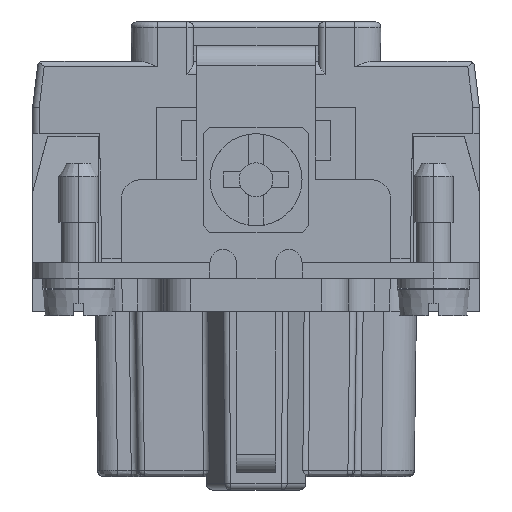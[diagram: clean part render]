
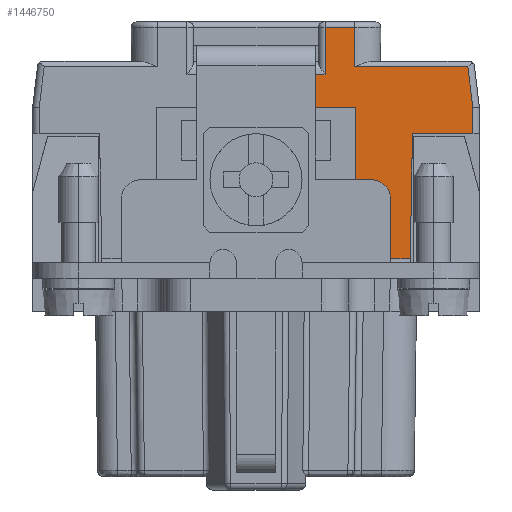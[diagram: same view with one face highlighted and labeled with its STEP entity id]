
A CAD part, left-side view. The second image highlights one B-rep face of the part: STEP entity #1446750.
In plain terms, the highlighted planar face has unit normal (-1, 0, 0).
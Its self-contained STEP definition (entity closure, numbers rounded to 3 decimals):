
#20010=CARTESIAN_POINT('',(37.046,32.084,5.9));
#20020=VERTEX_POINT('',#20010);
#20070=CARTESIAN_POINT('',(37.046,32.084,0.));
#20080=DIRECTION('',(0.,0.,1.));
#20090=VECTOR('',#20080,1.);
#20100=LINE('',#20070,#20090);
#20110=CARTESIAN_POINT('',(37.046,32.084,7.9));
#20120=VERTEX_POINT('',#20110);
#20130=EDGE_CURVE('',#20020,#20120,#20100,.T.);
#383780=CARTESIAN_POINT('',(37.046,41.084,14.));
#383790=VERTEX_POINT('',#383780);
#384230=CARTESIAN_POINT('',(37.046,98.221,14.));
#384240=DIRECTION('',(0.,-1.,0.));
#384250=VECTOR('',#384240,1.);
#384260=LINE('',#384230,#384250);
#384270=CARTESIAN_POINT('',(37.046,43.334,14.));
#384280=VERTEX_POINT('',#384270);
#384290=EDGE_CURVE('',#384280,#383790,#384260,.T.);
#393350=CARTESIAN_POINT('',(37.046,43.334,10.4));
#393360=VERTEX_POINT('',#393350);
#393390=CARTESIAN_POINT('',(37.046,97.662,10.4));
#393400=DIRECTION('',(0.,1.,0.));
#393410=VECTOR('',#393400,1.);
#393420=LINE('',#393390,#393410);
#393430=CARTESIAN_POINT('',(37.046,44.084,10.4));
#393440=VERTEX_POINT('',#393430);
#393450=EDGE_CURVE('',#393360,#393440,#393420,.T.);
#393930=CARTESIAN_POINT('',(37.046,43.334,10.4));
#393940=DIRECTION('',(0.,0.,1.));
#393950=VECTOR('',#393940,1.);
#393960=LINE('',#393930,#393950);
#393970=EDGE_CURVE('',#393360,#384280,#393960,.T.);
#397080=CARTESIAN_POINT('',(37.046,98.594,
7.9));
#397090=DIRECTION('',(0.,-1.,0.));
#397100=VECTOR('',#397090,1.);
#397110=LINE('',#397080,#397100);
#397560=CARTESIAN_POINT('',(37.046,44.084,7.9)
);
#397570=VERTEX_POINT('',#397560);
#397600=CARTESIAN_POINT('',(37.046,40.984,7.9));
#397610=VERTEX_POINT('',#397600);
#397620=EDGE_CURVE('',#397570,#397610,#397110,.T.);
#1341250=CARTESIAN_POINT('',(37.046,36.684,5.9));
#1341260=VERTEX_POINT('',#1341250);
#1341310=CARTESIAN_POINT('',(37.046,0.,5.9));
#1341320=DIRECTION('',(0.,1.,0.));
#1341330=VECTOR('',#1341320,1.);
#1341340=LINE('',#1341310,#1341330);
#1341350=EDGE_CURVE('',#20020,#1341260,#1341340,.T.);
#1361450=CARTESIAN_POINT('',(37.046,44.084,0.));
#1361460=DIRECTION('',(0.,0.,1.));
#1361470=VECTOR('',#1361460,1.);
#1361480=LINE('',#1361450,#1361470);
#1361490=EDGE_CURVE('',#397570,#393440,#1361480,.T.);
#1392210=CARTESIAN_POINT('',(37.046,36.849,-3.6));
#1392220=VERTEX_POINT('',#1392210);
#1392250=CARTESIAN_POINT('',(37.046,36.787,0.));
#1392260=DIRECTION('',(0.,0.017,-1.));
#1392270=VECTOR('',#1392260,1.);
#1392280=LINE('',#1392250,#1392270);
#1392290=EDGE_CURVE('',#1341260,#1392220,#1392280,.T.);
#1416110=CARTESIAN_POINT('',(37.046,40.984,2.4));
#1416120=VERTEX_POINT('',#1416110);
#1416250=CARTESIAN_POINT('',(37.046,40.984,0.));
#1416260=DIRECTION('',(0.,0.,1.));
#1416270=VECTOR('',#1416260,1.);
#1416280=LINE('',#1416250,#1416270);
#1416290=EDGE_CURVE('',#1416120,#397610,#1416280,.T.);
#1445980=CARTESIAN_POINT('',(37.046,46.3,
-3.003));
#1445990=DIRECTION('',(-1.,0.,0.));
#1446000=DIRECTION('',(0.,-1.,0.));
#1446010=AXIS2_PLACEMENT_3D('',#1445980,#1445990,#1446000);
#1446020=PLANE('',#1446010);
#1446030=ORIENTED_EDGE('',*,*,#1392290,.F.);
#1446040=CARTESIAN_POINT('',(37.046,46.3,-3.6));
#1446050=DIRECTION('',(0.,-1.,0.));
#1446060=VECTOR('',#1446050,1.);
#1446070=LINE('',#1446040,#1446060);
#1446080=CARTESIAN_POINT('',(37.046,38.334,-3.6));
#1446090=VERTEX_POINT('',#1446080);
#1446100=EDGE_CURVE('',#1446090,#1392220,#1446070,.T.);
#1446110=ORIENTED_EDGE('',*,*,#1446100,.T.);
#1446120=CARTESIAN_POINT('',(37.046,38.334,0.));
#1446130=DIRECTION('',(0.,0.,1.));
#1446140=VECTOR('',#1446130,1.);
#1446150=LINE('',#1446120,#1446140);
#1446160=CARTESIAN_POINT('',(37.046,38.334,0.9
));
#1446170=VERTEX_POINT('',#1446160);
#1446180=EDGE_CURVE('',#1446090,#1446170,#1446150,.T.);
#1446190=ORIENTED_EDGE('',*,*,#1446180,.F.);
#1446200=CARTESIAN_POINT('',(37.046,39.834,0.9
));
#1446210=DIRECTION('',(-1.,0.,0.));
#1446220=DIRECTION('',(0.,-1.,0.));
#1446230=AXIS2_PLACEMENT_3D('',#1446200,#1446210,#1446220);
#1446240=CIRCLE('',#1446230,1.5);
#1446250=CARTESIAN_POINT('',(37.046,39.834,2.4
));
#1446260=VERTEX_POINT('',#1446250);
#1446270=EDGE_CURVE('',#1446170,#1446260,#1446240,.T.);
#1446280=ORIENTED_EDGE('',*,*,#1446270,.F.);
#1446290=CARTESIAN_POINT('',(37.046,0.,2.4));
#1446300=DIRECTION('',(0.,1.,0.));
#1446310=VECTOR('',#1446300,1.);
#1446320=LINE('',#1446290,#1446310);
#1446330=EDGE_CURVE('',#1446260,#1416120,#1446320,.T.);
#1446340=ORIENTED_EDGE('',*,*,#1446330,.F.);
#1446350=ORIENTED_EDGE('',*,*,#1416290,.F.);
#1446360=ORIENTED_EDGE('',*,*,#397620,.T.);
#1446370=ORIENTED_EDGE('',*,*,#1361490,.F.);
#1446380=ORIENTED_EDGE('',*,*,#393450,.T.);
#1446390=ORIENTED_EDGE('',*,*,#393970,.F.);
#1446400=ORIENTED_EDGE('',*,*,#384290,.F.);
#1446410=CARTESIAN_POINT('',(37.046,41.084,10.4));
#1446420=DIRECTION('',(0.,0.,1.));
#1446430=VECTOR('',#1446420,1.);
#1446440=LINE('',#1446410,#1446430);
#1446450=CARTESIAN_POINT('',(37.046,41.084,11.));
#1446460=VERTEX_POINT('',#1446450);
#1446470=EDGE_CURVE('',#1446460,#383790,#1446440,.T.);
#1446480=ORIENTED_EDGE('',*,*,#1446470,.T.);
#1446490=CARTESIAN_POINT('',(37.046,98.221,11.));
#1446500=DIRECTION('',(0.,-1.,0.));
#1446510=VECTOR('',#1446500,1.);
#1446520=LINE('',#1446490,#1446510);
#1446530=CARTESIAN_POINT('',(37.046,32.468,11.));
#1446540=VERTEX_POINT('',#1446530);
#1446550=EDGE_CURVE('',#1446460,#1446540,#1446520,.T.);
#1446560=ORIENTED_EDGE('',*,*,#1446550,.F.);
#1446570=CARTESIAN_POINT('',(37.046,32.394,10.4));
#1446580=DIRECTION('',(0.,0.122,
0.993));
#1446590=VECTOR('',#1446580,1.);
#1446600=LINE('',#1446570,#1446590);
#1446610=CARTESIAN_POINT('',(37.046,32.087,7.9));
#1446620=VERTEX_POINT('',#1446610);
#1446630=EDGE_CURVE('',#1446620,#1446540,#1446600,.T.);
#1446640=ORIENTED_EDGE('',*,*,#1446630,.T.);
#1446650=CARTESIAN_POINT('',(37.046,0.,7.9));
#1446660=DIRECTION('',(0.,-1.,0.));
#1446670=VECTOR('',#1446660,1.);
#1446680=LINE('',#1446650,#1446670);
#1446690=EDGE_CURVE('',#1446620,#20120,#1446680,.T.);
#1446700=ORIENTED_EDGE('',*,*,#1446690,.F.);
#1446710=ORIENTED_EDGE('',*,*,#20130,.T.);
#1446720=ORIENTED_EDGE('',*,*,#1341350,.F.);
#1446730=EDGE_LOOP('',(#1446720,#1446710,#1446700,#1446640,#1446560,
#1446480,#1446400,#1446390,#1446380,#1446370,#1446360,#1446350,#1446340,
#1446280,#1446190,#1446110,#1446030));
#1446740=FACE_OUTER_BOUND('',#1446730,.T.);
#1446750=ADVANCED_FACE('',(#1446740),#1446020,.T.);
